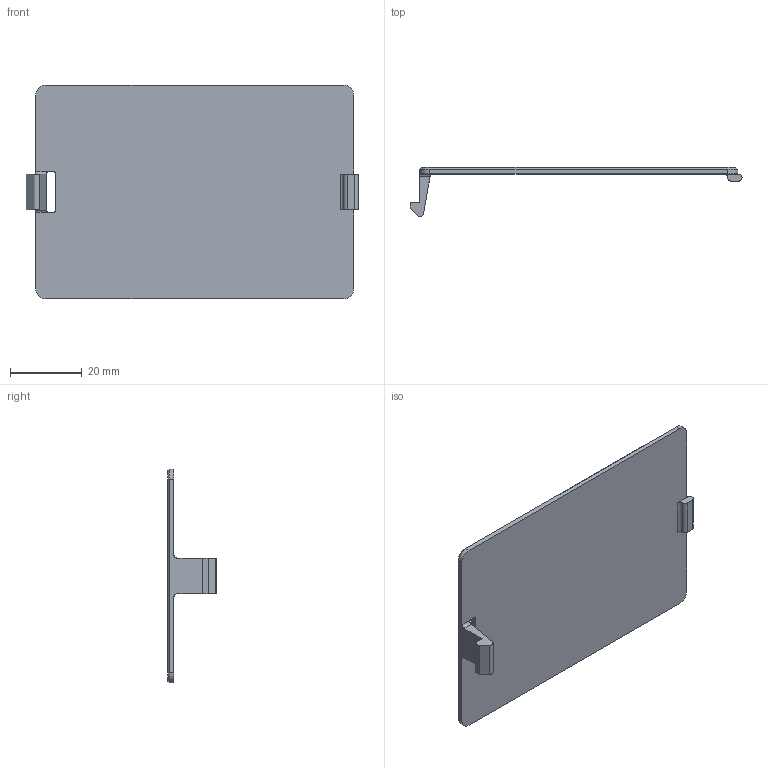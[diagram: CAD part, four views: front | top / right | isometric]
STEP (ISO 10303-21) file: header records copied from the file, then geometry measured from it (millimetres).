
FILE_DESCRIPTION (( 'STEP AP203' ), '1' );
FILE_NAME ('Pi Deckel.STEP', '2020-04-08T09:08:26', ( '' ), ( '' ), 'SwSTEP 2.0', 'SolidWorks 2017', '' );
FILE_SCHEMA (( 'CONFIG_CONTROL_DESIGN' ));
Length unit declared in the file: millimetre
Products named in the file (1): Pi Deckel
Bounding box: 92.5 x 13.64 x 59.6 mm (x, y, z)
Volume: 9788.1 mm3; surface area: 11354.6 mm2
Topology: 1 solids, 1 shells, 42 faces, 111 edges, 70 vertices
Faces by surface type: plane 24, cylinder 14, cone 4
Entity records: 1370 total; most frequent: CARTESIAN_POINT 230, DIRECTION 225, ORIENTED_EDGE 222, EDGE_CURVE 111, LINE 79, VECTOR 79, AXIS2_PLACEMENT_3D 73, VERTEX_POINT 70
